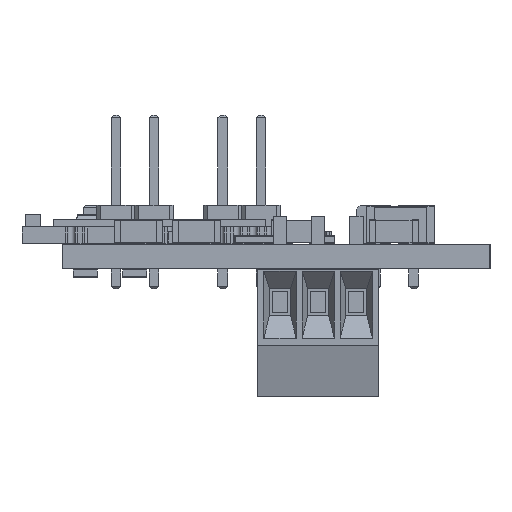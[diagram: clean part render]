
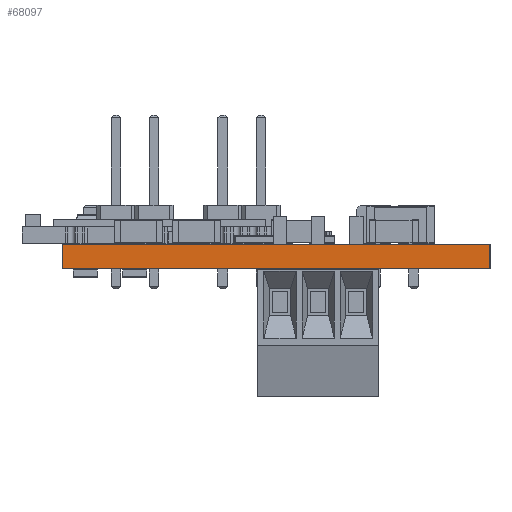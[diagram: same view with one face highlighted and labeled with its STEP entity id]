
A CAD part, left-side view. The second image highlights one B-rep face of the part: STEP entity #68097.
In plain terms, the highlighted planar face has unit normal (-1, 0, 0).
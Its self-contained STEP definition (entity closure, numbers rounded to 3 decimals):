
#67981 = EDGE_CURVE('',#67982,#67984,#67986,.T.);
#67982 = VERTEX_POINT('',#67983);
#67983 = CARTESIAN_POINT('',(22.86,-38.1,0.));
#67984 = VERTEX_POINT('',#67985);
#67985 = CARTESIAN_POINT('',(22.86,-38.1,1.6));
#67986 = SURFACE_CURVE('',#67987,(#67991,#68003),.PCURVE_S1.);
#67987 = LINE('',#67988,#67989);
#67988 = CARTESIAN_POINT('',(22.86,-38.1,0.));
#67989 = VECTOR('',#67990,1.);
#67990 = DIRECTION('',(0.,0.,1.));
#67991 = PCURVE('',#67992,#67997);
#67992 = PLANE('',#67993);
#67993 = AXIS2_PLACEMENT_3D('',#67994,#67995,#67996);
#67994 = CARTESIAN_POINT('',(22.86,-38.1,0.));
#67995 = DIRECTION('',(0.,1.,0.));
#67996 = DIRECTION('',(1.,0.,0.));
#67997 = DEFINITIONAL_REPRESENTATION('',(#67998),#68002);
#67998 = LINE('',#67999,#68000);
#67999 = CARTESIAN_POINT('',(0.,0.));
#68000 = VECTOR('',#68001,1.);
#68001 = DIRECTION('',(0.,-1.));
#68002 = ( GEOMETRIC_REPRESENTATION_CONTEXT(2) 
PARAMETRIC_REPRESENTATION_CONTEXT() REPRESENTATION_CONTEXT('2D SPACE',''
  ) );
#68003 = PCURVE('',#68004,#68009);
#68004 = PLANE('',#68005);
#68005 = AXIS2_PLACEMENT_3D('',#68006,#68007,#68008);
#68006 = CARTESIAN_POINT('',(22.86,-66.548,0.));
#68007 = DIRECTION('',(-1.,0.,0.));
#68008 = DIRECTION('',(0.,1.,0.));
#68009 = DEFINITIONAL_REPRESENTATION('',(#68010),#68014);
#68010 = LINE('',#68011,#68012);
#68011 = CARTESIAN_POINT('',(28.448,0.));
#68012 = VECTOR('',#68013,1.);
#68013 = DIRECTION('',(0.,-1.));
#68014 = ( GEOMETRIC_REPRESENTATION_CONTEXT(2) 
PARAMETRIC_REPRESENTATION_CONTEXT() REPRESENTATION_CONTEXT('2D SPACE',''
  ) );
#68032 = PLANE('',#68033);
#68033 = AXIS2_PLACEMENT_3D('',#68034,#68035,#68036);
#68034 = CARTESIAN_POINT('',(55.88,-52.324,1.6));
#68035 = DIRECTION('',(0.,0.,-1.));
#68036 = DIRECTION('',(-1.,0.,0.));
#68086 = PLANE('',#68087);
#68087 = AXIS2_PLACEMENT_3D('',#68088,#68089,#68090);
#68088 = CARTESIAN_POINT('',(55.88,-52.324,0.));
#68089 = DIRECTION('',(0.,0.,-1.));
#68090 = DIRECTION('',(-1.,0.,0.));
#68097 = ADVANCED_FACE('',(#68098),#68004,.T.);
#68098 = FACE_BOUND('',#68099,.T.);
#68099 = EDGE_LOOP('',(#68100,#68130,#68151,#68152));
#68100 = ORIENTED_EDGE('',*,*,#68101,.T.);
#68101 = EDGE_CURVE('',#68102,#68104,#68106,.T.);
#68102 = VERTEX_POINT('',#68103);
#68103 = CARTESIAN_POINT('',(22.86,-66.548,0.));
#68104 = VERTEX_POINT('',#68105);
#68105 = CARTESIAN_POINT('',(22.86,-66.548,1.6));
#68106 = SURFACE_CURVE('',#68107,(#68111,#68118),.PCURVE_S1.);
#68107 = LINE('',#68108,#68109);
#68108 = CARTESIAN_POINT('',(22.86,-66.548,0.));
#68109 = VECTOR('',#68110,1.);
#68110 = DIRECTION('',(0.,0.,1.));
#68111 = PCURVE('',#68004,#68112);
#68112 = DEFINITIONAL_REPRESENTATION('',(#68113),#68117);
#68113 = LINE('',#68114,#68115);
#68114 = CARTESIAN_POINT('',(0.,0.));
#68115 = VECTOR('',#68116,1.);
#68116 = DIRECTION('',(0.,-1.));
#68117 = ( GEOMETRIC_REPRESENTATION_CONTEXT(2) 
PARAMETRIC_REPRESENTATION_CONTEXT() REPRESENTATION_CONTEXT('2D SPACE',''
  ) );
#68118 = PCURVE('',#68119,#68124);
#68119 = PLANE('',#68120);
#68120 = AXIS2_PLACEMENT_3D('',#68121,#68122,#68123);
#68121 = CARTESIAN_POINT('',(88.9,-66.548,0.));
#68122 = DIRECTION('',(0.,-1.,0.));
#68123 = DIRECTION('',(-1.,0.,0.));
#68124 = DEFINITIONAL_REPRESENTATION('',(#68125),#68129);
#68125 = LINE('',#68126,#68127);
#68126 = CARTESIAN_POINT('',(66.04,0.));
#68127 = VECTOR('',#68128,1.);
#68128 = DIRECTION('',(0.,-1.));
#68129 = ( GEOMETRIC_REPRESENTATION_CONTEXT(2) 
PARAMETRIC_REPRESENTATION_CONTEXT() REPRESENTATION_CONTEXT('2D SPACE',''
  ) );
#68130 = ORIENTED_EDGE('',*,*,#68131,.T.);
#68131 = EDGE_CURVE('',#68104,#67984,#68132,.T.);
#68132 = SURFACE_CURVE('',#68133,(#68137,#68144),.PCURVE_S1.);
#68133 = LINE('',#68134,#68135);
#68134 = CARTESIAN_POINT('',(22.86,-66.548,1.6));
#68135 = VECTOR('',#68136,1.);
#68136 = DIRECTION('',(0.,1.,0.));
#68137 = PCURVE('',#68004,#68138);
#68138 = DEFINITIONAL_REPRESENTATION('',(#68139),#68143);
#68139 = LINE('',#68140,#68141);
#68140 = CARTESIAN_POINT('',(0.,-1.6));
#68141 = VECTOR('',#68142,1.);
#68142 = DIRECTION('',(1.,0.));
#68143 = ( GEOMETRIC_REPRESENTATION_CONTEXT(2) 
PARAMETRIC_REPRESENTATION_CONTEXT() REPRESENTATION_CONTEXT('2D SPACE',''
  ) );
#68144 = PCURVE('',#68032,#68145);
#68145 = DEFINITIONAL_REPRESENTATION('',(#68146),#68150);
#68146 = LINE('',#68147,#68148);
#68147 = CARTESIAN_POINT('',(33.02,-14.224));
#68148 = VECTOR('',#68149,1.);
#68149 = DIRECTION('',(0.,1.));
#68150 = ( GEOMETRIC_REPRESENTATION_CONTEXT(2) 
PARAMETRIC_REPRESENTATION_CONTEXT() REPRESENTATION_CONTEXT('2D SPACE',''
  ) );
#68151 = ORIENTED_EDGE('',*,*,#67981,.F.);
#68152 = ORIENTED_EDGE('',*,*,#68153,.F.);
#68153 = EDGE_CURVE('',#68102,#67982,#68154,.T.);
#68154 = SURFACE_CURVE('',#68155,(#68159,#68166),.PCURVE_S1.);
#68155 = LINE('',#68156,#68157);
#68156 = CARTESIAN_POINT('',(22.86,-66.548,0.));
#68157 = VECTOR('',#68158,1.);
#68158 = DIRECTION('',(0.,1.,0.));
#68159 = PCURVE('',#68004,#68160);
#68160 = DEFINITIONAL_REPRESENTATION('',(#68161),#68165);
#68161 = LINE('',#68162,#68163);
#68162 = CARTESIAN_POINT('',(0.,0.));
#68163 = VECTOR('',#68164,1.);
#68164 = DIRECTION('',(1.,0.));
#68165 = ( GEOMETRIC_REPRESENTATION_CONTEXT(2) 
PARAMETRIC_REPRESENTATION_CONTEXT() REPRESENTATION_CONTEXT('2D SPACE',''
  ) );
#68166 = PCURVE('',#68086,#68167);
#68167 = DEFINITIONAL_REPRESENTATION('',(#68168),#68172);
#68168 = LINE('',#68169,#68170);
#68169 = CARTESIAN_POINT('',(33.02,-14.224));
#68170 = VECTOR('',#68171,1.);
#68171 = DIRECTION('',(0.,1.));
#68172 = ( GEOMETRIC_REPRESENTATION_CONTEXT(2) 
PARAMETRIC_REPRESENTATION_CONTEXT() REPRESENTATION_CONTEXT('2D SPACE',''
  ) );
